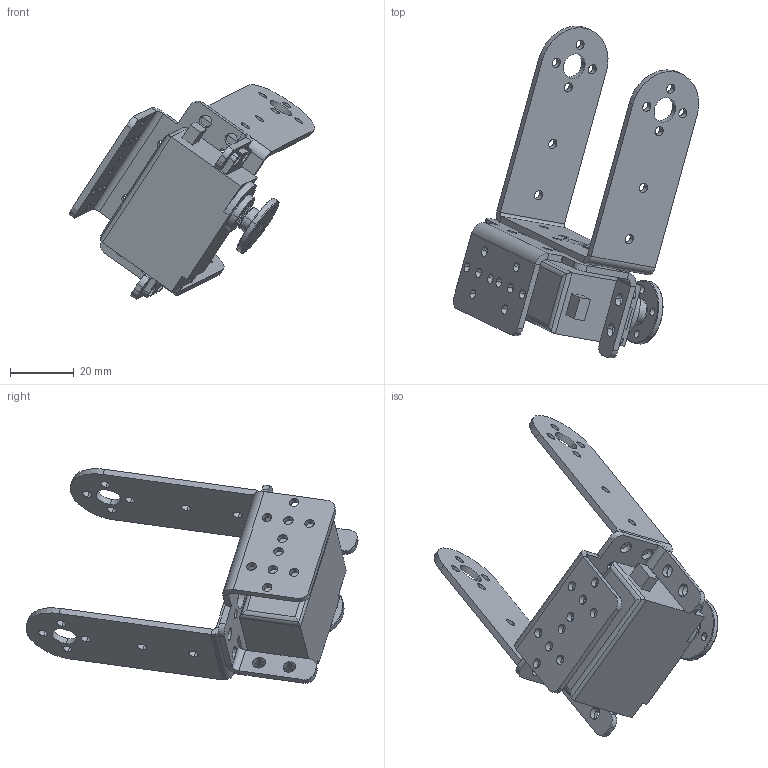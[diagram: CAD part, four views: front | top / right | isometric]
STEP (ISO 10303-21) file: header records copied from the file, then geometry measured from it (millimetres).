
FILE_DESCRIPTION (( 'STEP AP203' ), '1' );
FILE_NAME ('Esslabon3Manipulador_6R_Predeterminado_sldprt.STEP', '2020-07-02T21:41:58', ( '' ), ( '' ), 'SwSTEP 2.0', 'SolidWorks 2020', '' );
FILE_SCHEMA (( 'CONFIG_CONTROL_DESIGN' ));
Length unit declared in the file: millimetre
Products named in the file (1): Esslabon3Manipulador_6R_Predeterminado_sldprt
Bounding box: 77.12 x 104.37 x 67.46 mm (x, y, z)
Volume: 40357.5 mm3; surface area: 23549.6 mm2
Topology: 4 solids, 4 shells, 402 faces, 1110 edges, 719 vertices
Faces by surface type: cylinder 206, plane 186, torus 8, cone 2
Entity records: 13176 total; most frequent: DIRECTION 2327, CARTESIAN_POINT 2256, ORIENTED_EDGE 2220, EDGE_CURVE 1110, AXIS2_PLACEMENT_3D 822, VERTEX_POINT 719, LINE 683, VECTOR 683
